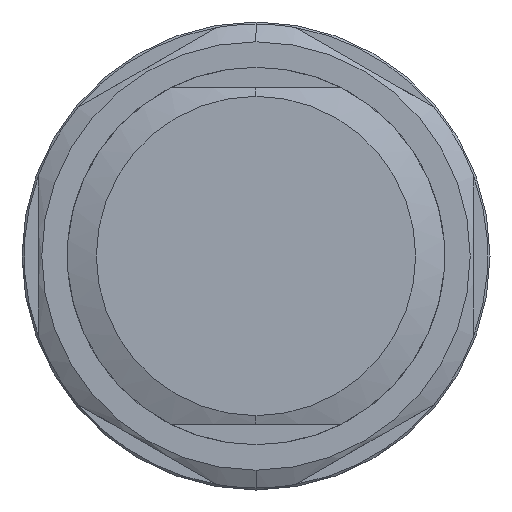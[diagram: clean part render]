
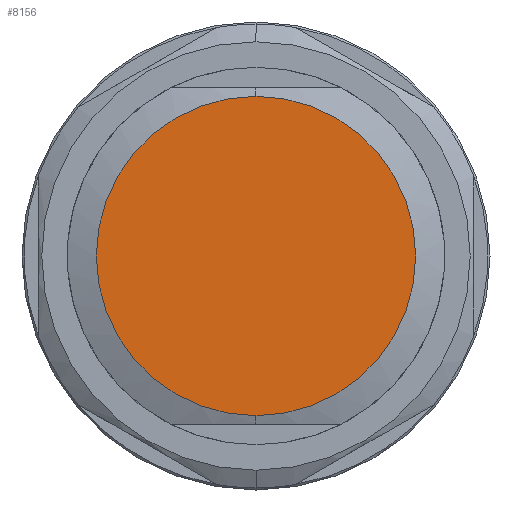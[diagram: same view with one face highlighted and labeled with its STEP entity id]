
A CAD part, left-side view. The second image highlights one B-rep face of the part: STEP entity #8156.
In plain terms, the highlighted planar face has unit normal (-1, 0, 0).
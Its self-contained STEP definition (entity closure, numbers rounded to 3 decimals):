
#160 = DIRECTION ( 'NONE',  ( 0., 0., 1. ) ) ;
#392 = DIRECTION ( 'NONE',  ( 1., 0., 0. ) ) ;
#719 = VERTEX_POINT ( 'NONE', #5369 ) ;
#782 = EDGE_CURVE ( 'NONE', #719, #4780, #920, .T. ) ;
#920 = CIRCLE ( 'NONE', #2924, 15.113 ) ;
#1165 = DIRECTION ( 'NONE',  ( 0., 0., -1. ) ) ;
#1183 = ORIENTED_EDGE ( 'NONE', *, *, #7060, .T. ) ;
#1413 = DIRECTION ( 'NONE',  ( -1., 0., 0. ) ) ;
#1533 = DIRECTION ( 'NONE',  ( -1., 0., 0. ) ) ;
#1652 = FACE_OUTER_BOUND ( 'NONE', #4996, .T. ) ;
#1783 = AXIS2_PLACEMENT_3D ( 'NONE', #3793, #392, #1165 ) ;
#1807 = PLANE ( 'NONE',  #1783 ) ;
#2924 = AXIS2_PLACEMENT_3D ( 'NONE', #8241, #1413, #6812 ) ;
#2994 = CARTESIAN_POINT ( 'NONE',  ( -19.42, 0., -15.113 ) ) ;
#3793 = CARTESIAN_POINT ( 'NONE',  ( -19.42, 15.113, 0. ) ) ;
#4035 = ORIENTED_EDGE ( 'NONE', *, *, #782, .T. ) ;
#4740 = CIRCLE ( 'NONE', #5008, 15.113 ) ;
#4780 = VERTEX_POINT ( 'NONE', #2994 ) ;
#4996 = EDGE_LOOP ( 'NONE', ( #1183, #4035 ) ) ;
#5008 = AXIS2_PLACEMENT_3D ( 'NONE', #5517, #1533, #160 ) ;
#5369 = CARTESIAN_POINT ( 'NONE',  ( -19.42, 0., 15.113 ) ) ;
#5517 = CARTESIAN_POINT ( 'NONE',  ( -19.42, 0., 0. ) ) ;
#6812 = DIRECTION ( 'NONE',  ( 0., 0., 1. ) ) ;
#7060 = EDGE_CURVE ( 'NONE', #4780, #719, #4740, .T. ) ;
#8156 = ADVANCED_FACE ( 'NONE', ( #1652 ), #1807, .F. ) ;
#8241 = CARTESIAN_POINT ( 'NONE',  ( -19.42, 0., 0. ) ) ;
